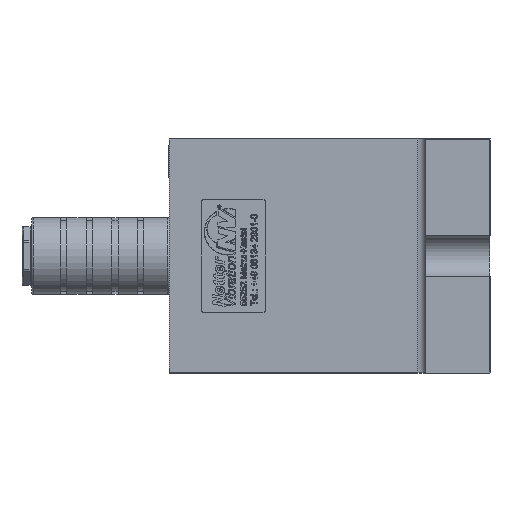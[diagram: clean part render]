
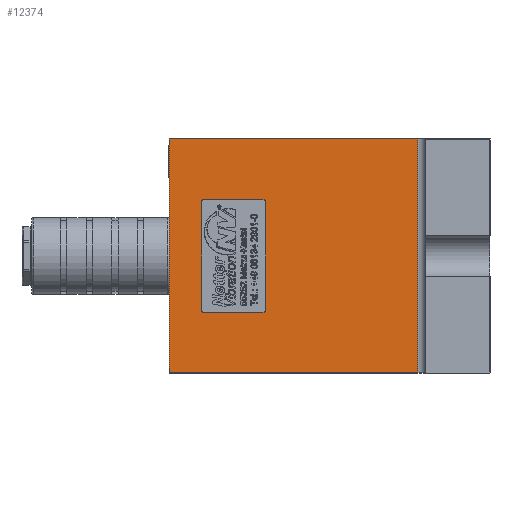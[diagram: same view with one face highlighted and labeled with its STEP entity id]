
A CAD part, left-side view. The second image highlights one B-rep face of the part: STEP entity #12374.
In plain terms, the highlighted planar face has unit normal (-1, 0, 0).
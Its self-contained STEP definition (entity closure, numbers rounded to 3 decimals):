
#92 = AXIS2_PLACEMENT_3D ( 'NONE', #24044, #10940, #3186 ) ;
#339 = ORIENTED_EDGE ( 'NONE', *, *, #10829, .T. ) ;
#383 = EDGE_CURVE ( 'NONE', #2950, #21503, #20813, .T. ) ;
#442 = CARTESIAN_POINT ( 'NONE',  ( -50., 40., 17.5 ) ) ;
#743 = LINE ( 'NONE', #1243, #6703 ) ;
#834 = VERTEX_POINT ( 'NONE', #10625 ) ;
#1220 = ORIENTED_EDGE ( 'NONE', *, *, #21008, .T. ) ;
#1243 = CARTESIAN_POINT ( 'NONE',  ( -50., 50., -36.5 ) ) ;
#1267 = CARTESIAN_POINT ( 'NONE',  ( -50., 50., 36.5 ) ) ;
#1273 = CARTESIAN_POINT ( 'NONE',  ( -50., 50., -36.5 ) ) ;
#1402 = DIRECTION ( 'NONE',  ( 1., 0., 0. ) ) ;
#1793 = VERTEX_POINT ( 'NONE', #1267 ) ;
#1932 = CARTESIAN_POINT ( 'NONE',  ( -50., 20.5, 17.5 ) ) ;
#2311 = ORIENTED_EDGE ( 'NONE', *, *, #10242, .T. ) ;
#2936 = CARTESIAN_POINT ( 'NONE',  ( -50., 40., -17.5 ) ) ;
#2950 = VERTEX_POINT ( 'NONE', #15285 ) ;
#3186 = DIRECTION ( 'NONE',  ( 0., 0., -1. ) ) ;
#3562 = VECTOR ( 'NONE', #16601, 1000. ) ;
#3724 = EDGE_CURVE ( 'NONE', #9565, #9078, #5134, .T. ) ;
#4033 = AXIS2_PLACEMENT_3D ( 'NONE', #22368, #14743, #18448 ) ;
#4684 = CIRCLE ( 'NONE', #11231, 0.5 ) ;
#4686 = EDGE_CURVE ( 'NONE', #19213, #11983, #23975, .T. ) ;
#5134 = LINE ( 'NONE', #9449, #18196 ) ;
#5380 = LINE ( 'NONE', #2936, #3562 ) ;
#5823 = EDGE_CURVE ( 'NONE', #19213, #834, #16800, .T. ) ;
#6205 = CARTESIAN_POINT ( 'NONE',  ( -50., 39.5, 17. ) ) ;
#6465 = CARTESIAN_POINT ( 'NONE',  ( -50., 50., -36.5 ) ) ;
#6678 = VECTOR ( 'NONE', #20740, 1000. ) ;
#6703 = VECTOR ( 'NONE', #18371, 1000. ) ;
#7074 = EDGE_CURVE ( 'NONE', #23623, #1793, #13754, .T. ) ;
#7209 = ORIENTED_EDGE ( 'NONE', *, *, #4686, .T. ) ;
#7612 = ORIENTED_EDGE ( 'NONE', *, *, #5823, .F. ) ;
#8327 = EDGE_CURVE ( 'NONE', #19528, #18739, #23780, .T. ) ;
#8335 = VECTOR ( 'NONE', #20550, 1000. ) ;
#8820 = DIRECTION ( 'NONE',  ( 1., 0., 0. ) ) ;
#9075 = CARTESIAN_POINT ( 'NONE',  ( -50., -27.5, 36.5 ) ) ;
#9078 = VERTEX_POINT ( 'NONE', #9075 ) ;
#9449 = CARTESIAN_POINT ( 'NONE',  ( -50., -27.5, 36.5 ) ) ;
#9526 = LINE ( 'NONE', #11394, #8335 ) ;
#9565 = VERTEX_POINT ( 'NONE', #22486 ) ;
#10242 = EDGE_CURVE ( 'NONE', #18739, #21503, #21769, .T. ) ;
#10625 = CARTESIAN_POINT ( 'NONE',  ( -50., 20.5, -17.5 ) ) ;
#10829 = EDGE_CURVE ( 'NONE', #11983, #23850, #5380, .T. ) ;
#10916 = DIRECTION ( 'NONE',  ( 0., 0., 1. ) ) ;
#10940 = DIRECTION ( 'NONE',  ( 1., 0., 0. ) ) ;
#10959 = ORIENTED_EDGE ( 'NONE', *, *, #7074, .F. ) ;
#11231 = AXIS2_PLACEMENT_3D ( 'NONE', #6205, #11882, #15618 ) ;
#11394 = CARTESIAN_POINT ( 'NONE',  ( -50., 50., 36.5 ) ) ;
#11499 = EDGE_CURVE ( 'NONE', #23850, #19528, #4684, .T. ) ;
#11796 = FACE_BOUND ( 'NONE', #17605, .T. ) ;
#11882 = DIRECTION ( 'NONE',  ( 1., 0., 0. ) ) ;
#11983 = VERTEX_POINT ( 'NONE', #21639 ) ;
#12340 = CARTESIAN_POINT ( 'NONE',  ( -50., 40., -17.5 ) ) ;
#12374 = ADVANCED_FACE ( 'NONE', ( #11796, #16258 ), #24094, .F. ) ;
#12460 = EDGE_CURVE ( 'NONE', #9565, #23623, #743, .T. ) ;
#13125 = DIRECTION ( 'NONE',  ( 0., 0., 1. ) ) ;
#13162 = ORIENTED_EDGE ( 'NONE', *, *, #11499, .T. ) ;
#13754 = LINE ( 'NONE', #1273, #14950 ) ;
#14499 = CARTESIAN_POINT ( 'NONE',  ( -50., 20., -17.5 ) ) ;
#14510 = EDGE_CURVE ( 'NONE', #2950, #834, #22543, .T. ) ;
#14743 = DIRECTION ( 'NONE',  ( 1., 0., 0. ) ) ;
#14950 = VECTOR ( 'NONE', #22309, 1000. ) ;
#15285 = CARTESIAN_POINT ( 'NONE',  ( -50., 20., -17. ) ) ;
#15618 = DIRECTION ( 'NONE',  ( 0., 0., -1. ) ) ;
#16258 = FACE_OUTER_BOUND ( 'NONE', #17216, .T. ) ;
#16601 = DIRECTION ( 'NONE',  ( 0., 0., 1. ) ) ;
#16800 = LINE ( 'NONE', #12340, #6678 ) ;
#16905 = AXIS2_PLACEMENT_3D ( 'NONE', #18693, #1402, #22445 ) ;
#17080 = ORIENTED_EDGE ( 'NONE', *, *, #3724, .T. ) ;
#17216 = EDGE_LOOP ( 'NONE', ( #21161, #17080, #1220, #10959 ) ) ;
#17517 = VECTOR ( 'NONE', #10916, 1000. ) ;
#17605 = EDGE_LOOP ( 'NONE', ( #20011, #22386, #7612, #7209, #339, #13162, #21261, #2311 ) ) ;
#18103 = DIRECTION ( 'NONE',  ( 0., 0., -1. ) ) ;
#18196 = VECTOR ( 'NONE', #13125, 1000. ) ;
#18371 = DIRECTION ( 'NONE',  ( 0., 1., 0. ) ) ;
#18448 = DIRECTION ( 'NONE',  ( 0., 0., -1. ) ) ;
#18693 = CARTESIAN_POINT ( 'NONE',  ( -50., 39.5, -17. ) ) ;
#18739 = VERTEX_POINT ( 'NONE', #1932 ) ;
#18745 = VECTOR ( 'NONE', #19576, 1000. ) ;
#19213 = VERTEX_POINT ( 'NONE', #22462 ) ;
#19528 = VERTEX_POINT ( 'NONE', #22262 ) ;
#19576 = DIRECTION ( 'NONE',  ( 0., -1., 0. ) ) ;
#19777 = AXIS2_PLACEMENT_3D ( 'NONE', #21944, #8820, #18103 ) ;
#20011 = ORIENTED_EDGE ( 'NONE', *, *, #383, .F. ) ;
#20550 = DIRECTION ( 'NONE',  ( 0., 1., 0. ) ) ;
#20740 = DIRECTION ( 'NONE',  ( 0., -1., 0. ) ) ;
#20813 = LINE ( 'NONE', #14499, #17517 ) ;
#21008 = EDGE_CURVE ( 'NONE', #9078, #1793, #9526, .T. ) ;
#21161 = ORIENTED_EDGE ( 'NONE', *, *, #12460, .F. ) ;
#21261 = ORIENTED_EDGE ( 'NONE', *, *, #8327, .T. ) ;
#21503 = VERTEX_POINT ( 'NONE', #24319 ) ;
#21639 = CARTESIAN_POINT ( 'NONE',  ( -50., 40., -17. ) ) ;
#21769 = CIRCLE ( 'NONE', #19777, 0.5 ) ;
#21944 = CARTESIAN_POINT ( 'NONE',  ( -50., 20.5, 17. ) ) ;
#22249 = CARTESIAN_POINT ( 'NONE',  ( -50., 40., 17. ) ) ;
#22262 = CARTESIAN_POINT ( 'NONE',  ( -50., 39.5, 17.5 ) ) ;
#22309 = DIRECTION ( 'NONE',  ( 0., 0., 1. ) ) ;
#22368 = CARTESIAN_POINT ( 'NONE',  ( -50., 50., -36.5 ) ) ;
#22386 = ORIENTED_EDGE ( 'NONE', *, *, #14510, .T. ) ;
#22445 = DIRECTION ( 'NONE',  ( 0., 0., -1. ) ) ;
#22462 = CARTESIAN_POINT ( 'NONE',  ( -50., 39.5, -17.5 ) ) ;
#22486 = CARTESIAN_POINT ( 'NONE',  ( -50., -27.5, -36.5 ) ) ;
#22543 = CIRCLE ( 'NONE', #92, 0.5 ) ;
#23623 = VERTEX_POINT ( 'NONE', #6465 ) ;
#23780 = LINE ( 'NONE', #442, #18745 ) ;
#23850 = VERTEX_POINT ( 'NONE', #22249 ) ;
#23975 = CIRCLE ( 'NONE', #16905, 0.5 ) ;
#24044 = CARTESIAN_POINT ( 'NONE',  ( -50., 20.5, -17. ) ) ;
#24094 = PLANE ( 'NONE',  #4033 ) ;
#24319 = CARTESIAN_POINT ( 'NONE',  ( -50., 20., 17. ) ) ;
